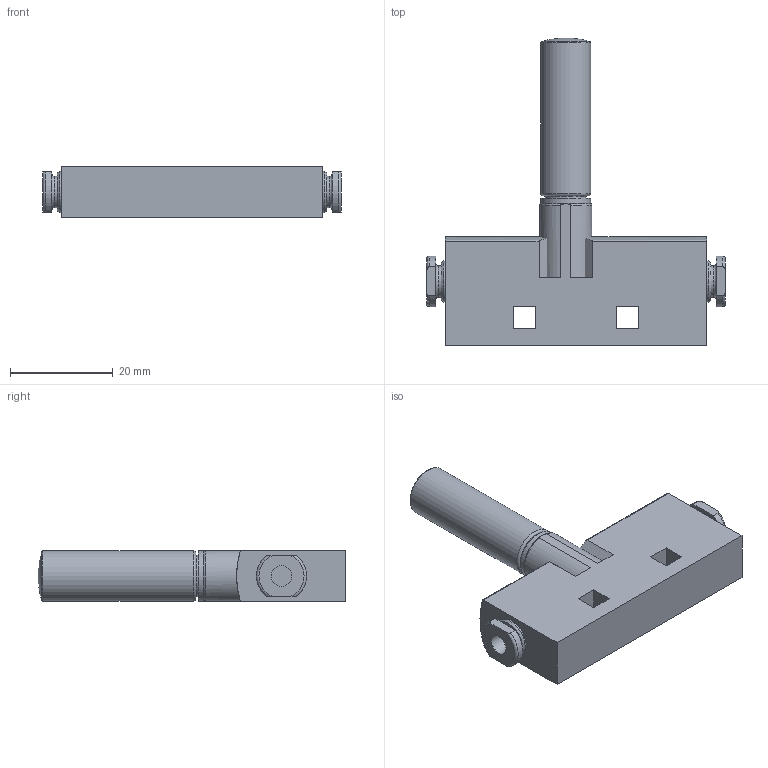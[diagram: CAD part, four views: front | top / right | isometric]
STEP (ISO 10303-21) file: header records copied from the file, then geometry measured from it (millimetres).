
FILE_DESCRIPTION(/* description */ ('STEP AP214'),/* implementation_level */ '2;1');
FILE_NAME(/* name */ '526108_VN-05-M-T2-PQ1-VQ1-RO1',/* time_stamp */ '2024-09-16T23:36:28+02:00',/* author */ ('License CC BY-ND 4.0'),/* organization */ ('CADENAS'),/* preprocessor_version */ 'ST-DEVELOPER v19.3',/* originating_system */ 'PARTsolutions',/* authorisation */ ' ');
FILE_SCHEMA (('AUTOMOTIVE_DESIGN {1 0 10303 214 3 1 1}'));
Length unit declared in the file: millimetre
Products named in the file (1): 526108 VN-05-M-T2-PQ1-VQ1-RO1
Bounding box: 58.2 x 59.9 x 10 mm (x, y, z)
Volume: 13485 mm3; surface area: 5475 mm2
Topology: 1 solids, 1 shells, 71 faces, 166 edges, 108 vertices
Faces by surface type: plane 37, cylinder 21, torus 11, cone 2
Full cylindrical faces by diameter (mm): 4 x2, 6.1 x2, 8 x3, 9.8 x2
Entity records: 2516 total; most frequent: CARTESIAN_POINT 400, DIRECTION 338, ORIENTED_EDGE 294, EDGE_CURVE 147, AXIS2_PLACEMENT_3D 131, VERTEX_POINT 107, EDGE_LOOP 104, FACE_BOUND 104
